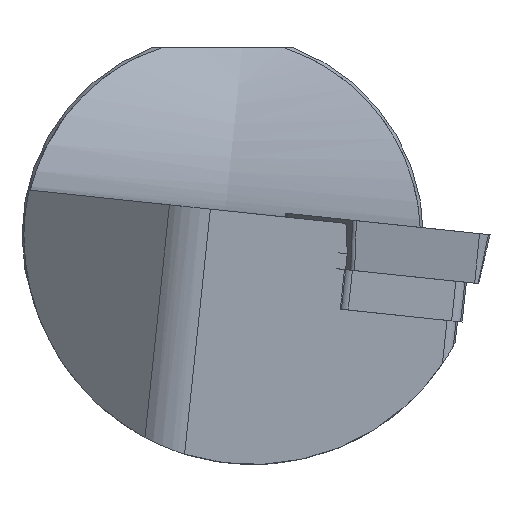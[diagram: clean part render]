
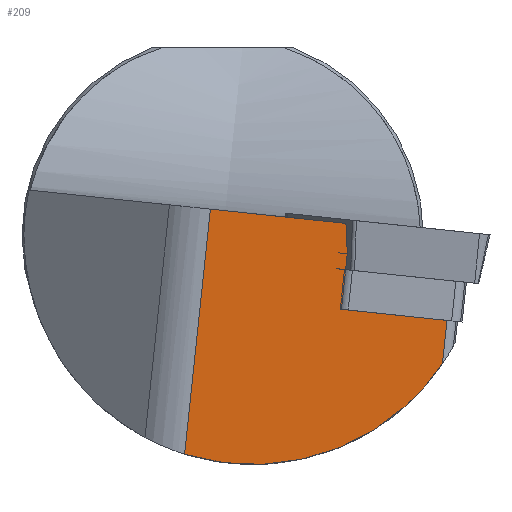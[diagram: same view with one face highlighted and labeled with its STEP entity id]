
A CAD part, left-side view. The second image highlights one B-rep face of the part: STEP entity #209.
In plain terms, the highlighted planar face has unit normal (-0.999, 0.052, 0.005).
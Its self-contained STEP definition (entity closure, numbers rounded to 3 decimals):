
#149=ELLIPSE('',#1001,18.275,18.25);
#158=B_SPLINE_CURVE_WITH_KNOTS('',3,(#1313,#1314,#1315,#1316),
 .UNSPECIFIED.,.F.,.F.,(4,4),(0.,1.),.UNSPECIFIED.);
#186=B_SPLINE_CURVE_WITH_KNOTS('',3,(#1789,#1790,#1791,#1792,#1793,#1794,
#1795),.UNSPECIFIED.,.F.,.F.,(4,3,4),(0.,0.386,1.),
 .UNSPECIFIED.);
#209=ADVANCED_FACE('',(#281),#247,.F.);
#247=PLANE('',#1002);
#281=FACE_OUTER_BOUND('',#330,.T.);
#330=EDGE_LOOP('',(#582,#583,#584,#585,#586,#587,#588,#589,#590));
#361=LINE('',#1283,#421);
#366=LINE('',#1296,#426);
#383=LINE('',#2071,#443);
#384=LINE('',#2073,#444);
#385=LINE('',#2075,#445);
#386=LINE('',#2078,#446);
#421=VECTOR('',#1059,1.);
#426=VECTOR('',#1068,1.);
#443=VECTOR('',#1137,1.);
#444=VECTOR('',#1140,1.);
#445=VECTOR('',#1141,1.);
#446=VECTOR('',#1144,1.);
#582=ORIENTED_EDGE('',*,*,#886,.T.);
#583=ORIENTED_EDGE('',*,*,#820,.T.);
#584=ORIENTED_EDGE('',*,*,#826,.T.);
#585=ORIENTED_EDGE('',*,*,#887,.T.);
#586=ORIENTED_EDGE('',*,*,#835,.T.);
#587=ORIENTED_EDGE('',*,*,#880,.T.);
#588=ORIENTED_EDGE('',*,*,#885,.T.);
#589=ORIENTED_EDGE('',*,*,#888,.T.);
#590=ORIENTED_EDGE('',*,*,#889,.F.);
#736=VERTEX_POINT('',#1284);
#737=VERTEX_POINT('',#1285);
#741=VERTEX_POINT('',#1295);
#748=VERTEX_POINT('',#1317);
#749=VERTEX_POINT('',#1318);
#782=VERTEX_POINT('',#1788);
#785=VERTEX_POINT('',#2070);
#786=VERTEX_POINT('',#2074);
#787=VERTEX_POINT('',#2077);
#820=EDGE_CURVE('',#736,#737,#361,.T.);
#826=EDGE_CURVE('',#737,#741,#366,.T.);
#835=EDGE_CURVE('',#748,#749,#158,.T.);
#880=EDGE_CURVE('',#749,#782,#186,.T.);
#885=EDGE_CURVE('',#782,#785,#383,.T.);
#886=EDGE_CURVE('',#786,#736,#384,.T.);
#887=EDGE_CURVE('',#741,#748,#385,.T.);
#888=EDGE_CURVE('',#785,#787,#149,.T.);
#889=EDGE_CURVE('',#786,#787,#386,.T.);
#1001=AXIS2_PLACEMENT_3D('',#2076,#1142,#1143);
#1002=AXIS2_PLACEMENT_3D('',#2079,#1145,#1146);
#1059=DIRECTION('',(0.052,0.993,0.104));
#1068=DIRECTION('',(0.,-0.105,0.995));
#1137=DIRECTION('',(0.,0.105,-0.995));
#1140=DIRECTION('',(0.052,0.993,0.104));
#1141=DIRECTION('',(0.008,0.044,0.999));
#1142=DIRECTION('',(-0.999,0.052,0.005));
#1143=DIRECTION('',(-0.052,-0.993,-0.104));
#1144=DIRECTION('',(0.,0.105,-0.995));
#1145=DIRECTION('',(0.999,-0.052,-0.005));
#1146=DIRECTION('',(0.052,0.999,0.));
#1283=CARTESIAN_POINT('',(2.196,1.703,-4.698));
#1284=CARTESIAN_POINT('',(1.61,-9.494,-5.875));
#1285=CARTESIAN_POINT('',(1.612,-9.467,-5.872));
#1295=CARTESIAN_POINT('',(1.612,-9.932,-1.447));
#1296=CARTESIAN_POINT('',(1.612,-12.559,23.545));
#1313=CARTESIAN_POINT('',(1.63,-9.825,0.978));
#1314=CARTESIAN_POINT('',(1.64,-9.642,0.997));
#1315=CARTESIAN_POINT('',(1.65,-9.458,1.016));
#1316=CARTESIAN_POINT('',(1.659,-9.275,1.036));
#1317=CARTESIAN_POINT('',(1.63,-9.825,0.978));
#1318=CARTESIAN_POINT('',(1.659,-9.275,1.036));
#1788=CARTESIAN_POINT('',(2.196,0.987,2.114));
#1789=CARTESIAN_POINT('',(1.659,-9.275,1.036));
#1790=CARTESIAN_POINT('',(1.728,-7.956,1.174));
#1791=CARTESIAN_POINT('',(1.797,-6.637,1.313));
#1792=CARTESIAN_POINT('',(1.866,-5.319,1.452));
#1793=CARTESIAN_POINT('',(1.976,-3.217,1.672));
#1794=CARTESIAN_POINT('',(2.086,-1.115,1.893));
#1795=CARTESIAN_POINT('',(2.196,0.987,2.114));
#2070=CARTESIAN_POINT('',(2.196,3.04,-17.42));
#2071=CARTESIAN_POINT('',(2.196,-42.177,412.791));
#2073=CARTESIAN_POINT('',(2.196,1.703,-4.698));
#2074=CARTESIAN_POINT('',(1.171,-17.882,-6.757));
#2075=CARTESIAN_POINT('',(1.608,-9.954,-1.946));
#2076=CARTESIAN_POINT('',(2.009,-2.4,0.));
#2077=CARTESIAN_POINT('',(1.171,-17.518,-10.223));
#2078=CARTESIAN_POINT('',(1.171,-61.762,410.732));
#2079=CARTESIAN_POINT('',(2.196,-42.177,412.791));
